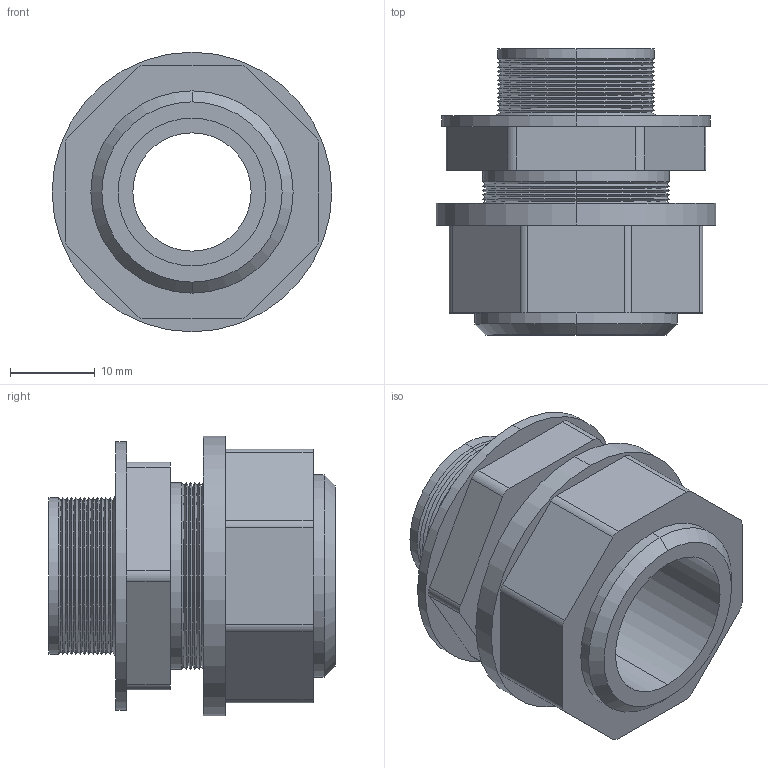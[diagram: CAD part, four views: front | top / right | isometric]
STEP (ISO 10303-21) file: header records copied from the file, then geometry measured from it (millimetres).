
FILE_DESCRIPTION (( 'STEP AP203' ), '1' );
FILE_NAME ('ST16AA-BK.STEP', '2010-05-20T03:03:08', ( 'Owner' ), ( '' ), 'SwSTEP 2.0', 'SolidWorks 2008', '' );
FILE_SCHEMA (( 'CONFIG_CONTROL_DESIGN' ));
Length unit declared in the file: inch
Products named in the file (1): ST16AA-BK
Bounding box: 33.02 x 33.78 x 33.02 mm (x, y, z)
Volume: 11159.6 mm3; surface area: 7629.9 mm2
Topology: 2 solids, 2 shells, 128 faces, 280 edges, 162 vertices
Faces by surface type: cone 74, cylinder 30, plane 24
Entity records: 3551 total; most frequent: DIRECTION 672, CARTESIAN_POINT 571, ORIENTED_EDGE 560, EDGE_CURVE 280, AXIS2_PLACEMENT_3D 263, VERTEX_POINT 162, VECTOR 146, LINE 146
